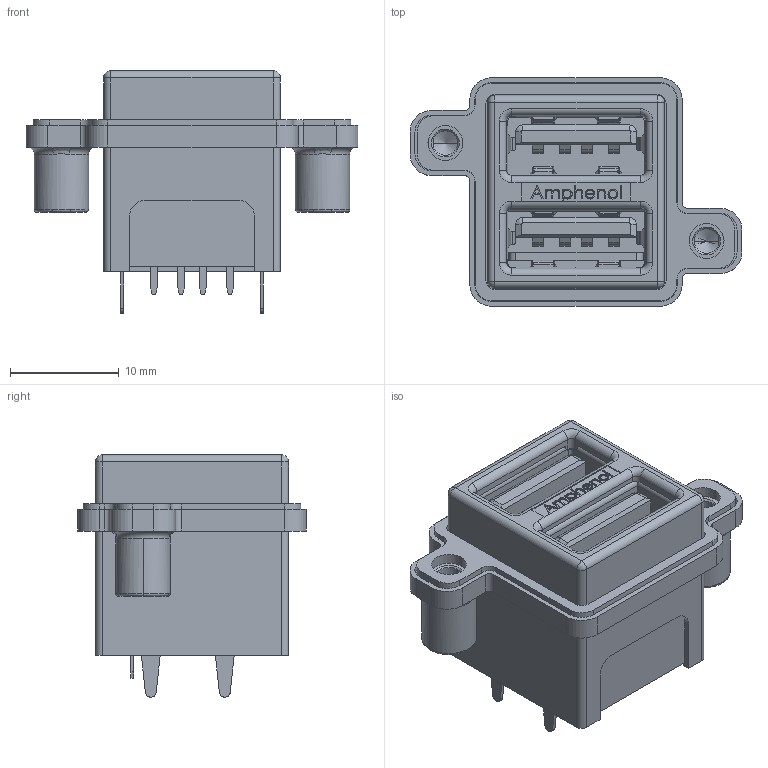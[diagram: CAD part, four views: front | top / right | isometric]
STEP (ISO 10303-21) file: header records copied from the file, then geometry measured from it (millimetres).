
FILE_DESCRIPTION (( 'STEP AP203' ), '1' );
FILE_NAME ('SALES MODEL STEP.STEP', '2011-07-29T17:02:06', ( '' ), ( '' ), 'SwSTEP 2.0', 'SolidWorks 2011', '' );
FILE_SCHEMA (( 'CONFIG_CONTROL_DESIGN' ));
Length unit declared in the file: millimetre
Products named in the file (1): SALES MODEL STEP
Bounding box: 30.5 x 21 x 22.26 mm (x, y, z)
Volume: 4871.9 mm3; surface area: 4084.4 mm2
Topology: 1 solids, 9 shells, 728 faces, 1964 edges, 1284 vertices
Faces by surface type: plane 441, cylinder 193, bspline 54, torus 24, cone 12, sphere 4
Entity records: 25275 total; most frequent: CARTESIAN_POINT 7331, ORIENTED_EDGE 3912, DIRECTION 3400, EDGE_CURVE 1956, LINE 1374, VECTOR 1374, VERTEX_POINT 1284, AXIS2_PLACEMENT_3D 1013
